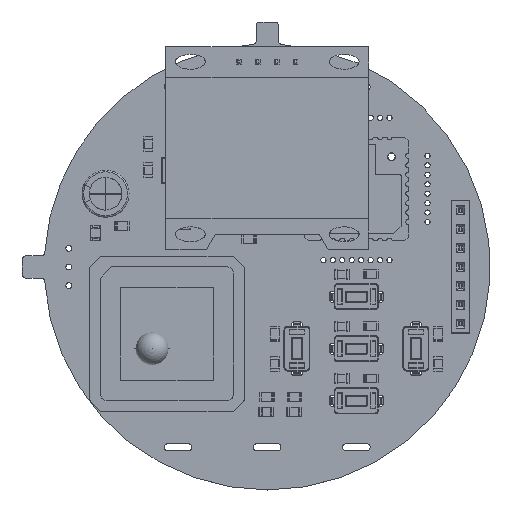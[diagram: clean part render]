
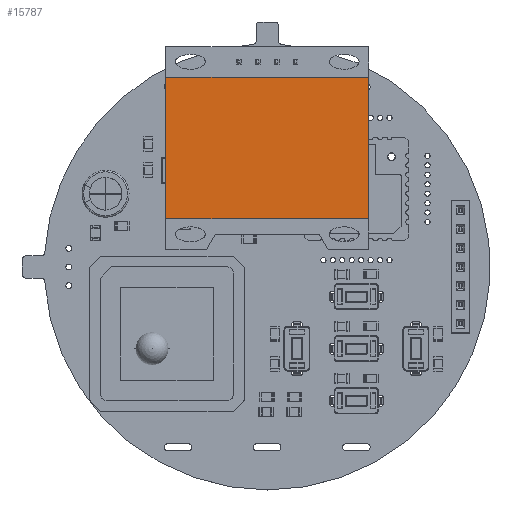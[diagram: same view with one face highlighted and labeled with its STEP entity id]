
A CAD part, top view. The second image highlights one B-rep face of the part: STEP entity #15787.
In plain terms, the highlighted planar face has unit normal (0, 0, 1).
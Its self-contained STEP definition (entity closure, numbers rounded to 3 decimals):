
#15679 = VERTEX_POINT('',#15680);
#15680 = CARTESIAN_POINT('',(13.65,-9.5,2.));
#15686 = EDGE_CURVE('',#15687,#15679,#15689,.T.);
#15687 = VERTEX_POINT('',#15688);
#15688 = CARTESIAN_POINT('',(-13.65,-9.5,2.));
#15689 = LINE('',#15690,#15691);
#15690 = CARTESIAN_POINT('',(13.65,-9.5,2.));
#15691 = VECTOR('',#15692,1.);
#15692 = DIRECTION('',(1.,0.,0.));
#15709 = VERTEX_POINT('',#15710);
#15710 = CARTESIAN_POINT('',(13.65,9.5,2.));
#15716 = EDGE_CURVE('',#15679,#15709,#15717,.T.);
#15717 = LINE('',#15718,#15719);
#15718 = CARTESIAN_POINT('',(13.65,9.5,2.));
#15719 = VECTOR('',#15720,1.);
#15720 = DIRECTION('',(0.,1.,0.));
#15742 = EDGE_CURVE('',#15743,#15687,#15745,.T.);
#15743 = VERTEX_POINT('',#15744);
#15744 = CARTESIAN_POINT('',(-13.65,9.5,2.));
#15745 = LINE('',#15746,#15747);
#15746 = CARTESIAN_POINT('',(-13.65,-9.5,2.));
#15747 = VECTOR('',#15748,1.);
#15748 = DIRECTION('',(0.,-1.,0.));
#15776 = EDGE_CURVE('',#15709,#15743,#15777,.T.);
#15777 = LINE('',#15778,#15779);
#15778 = CARTESIAN_POINT('',(-13.65,9.5,2.));
#15779 = VECTOR('',#15780,1.);
#15780 = DIRECTION('',(-1.,0.,0.));
#15787 = ADVANCED_FACE('',(#15788),#15794,.T.);
#15788 = FACE_BOUND('',#15789,.T.);
#15789 = EDGE_LOOP('',(#15790,#15791,#15792,#15793));
#15790 = ORIENTED_EDGE('',*,*,#15776,.T.);
#15791 = ORIENTED_EDGE('',*,*,#15742,.T.);
#15792 = ORIENTED_EDGE('',*,*,#15686,.T.);
#15793 = ORIENTED_EDGE('',*,*,#15716,.T.);
#15794 = PLANE('',#15795);
#15795 = AXIS2_PLACEMENT_3D('',#15796,#15797,#15798);
#15796 = CARTESIAN_POINT('',(0.,0.,2.));
#15797 = DIRECTION('',(0.,0.,1.));
#15798 = DIRECTION('',(1.,0.,-0.));
